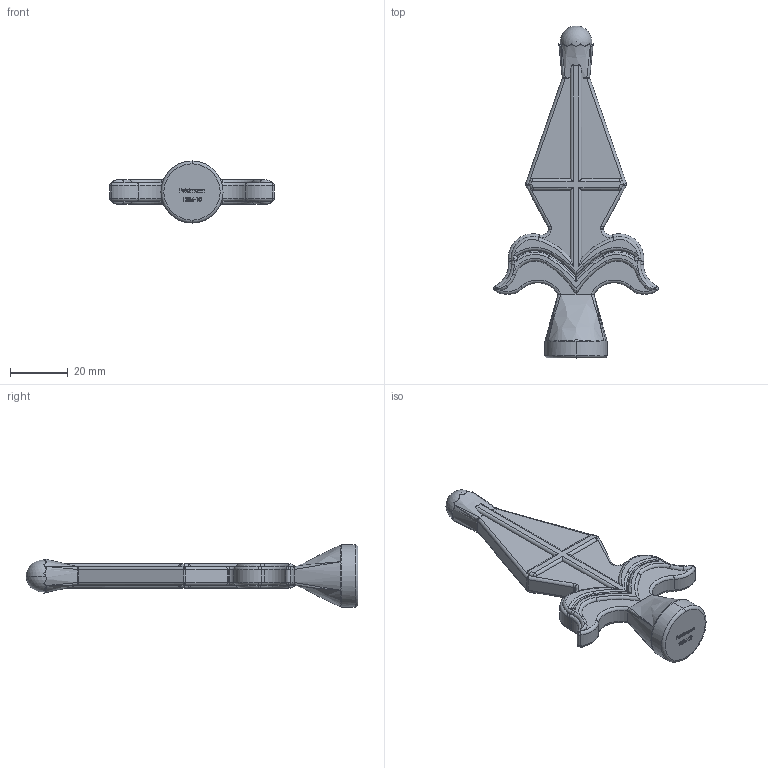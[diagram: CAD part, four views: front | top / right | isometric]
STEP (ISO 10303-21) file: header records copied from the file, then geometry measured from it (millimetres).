
FILE_DESCRIPTION (( 'STEP AP203' ), '1' );
FILE_NAME ('1386-10.STEP', '2016-02-17T07:29:51', ( '' ), ( '' ), 'SwSTEP 2.0', 'SolidWorks 2015', '' );
FILE_SCHEMA (( 'CONFIG_CONTROL_DESIGN' ));
Length unit declared in the file: millimetre
Products named in the file (1): 1386-10
Bounding box: 57 x 115 x 21.5 mm (x, y, z)
Volume: 22373.1 mm3; surface area: 8417.1 mm2
Topology: 1 solids, 1 shells, 449 faces, 1143 edges, 708 vertices
Faces by surface type: bspline 135, plane 119, torus 80, cylinder 73, sphere 26, cone 16
Entity records: 20491 total; most frequent: CARTESIAN_POINT 10661, ORIENTED_EDGE 2260, DIRECTION 1681, EDGE_CURVE 1130, VERTEX_POINT 705, AXIS2_PLACEMENT_3D 623, EDGE_LOOP 471, FACE_OUTER_BOUND 449
